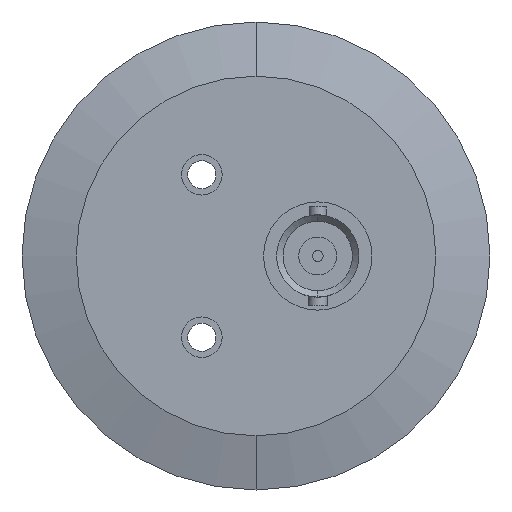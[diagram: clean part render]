
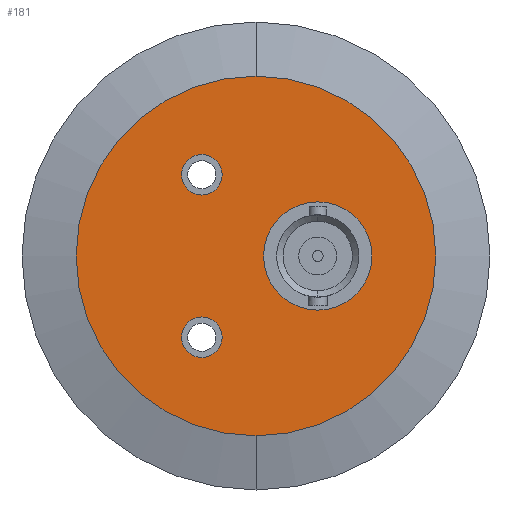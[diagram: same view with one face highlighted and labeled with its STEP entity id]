
A CAD part, front view. The second image highlights one B-rep face of the part: STEP entity #181.
In plain terms, the highlighted planar face has unit normal (0, -1, 0).
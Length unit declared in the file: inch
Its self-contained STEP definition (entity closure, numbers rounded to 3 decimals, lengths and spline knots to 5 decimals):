
#78=PLANE('',#1922);
#114=FACE_BOUND('',#466,.T.);
#115=FACE_BOUND('',#467,.T.);
#116=FACE_BOUND('',#468,.T.);
#117=FACE_BOUND('',#469,.T.);
#181=ADVANCED_FACE('',(#114,#115,#116,#117),#78,.F.);
#466=EDGE_LOOP('',(#776,#777));
#467=EDGE_LOOP('',(#778,#779));
#468=EDGE_LOOP('',(#780,#781));
#469=EDGE_LOOP('',(#782,#783));
#609=CIRCLE('',#1899,0.83);
#619=CIRCLE('',#1915,0.25);
#620=CIRCLE('',#1916,0.25);
#621=CIRCLE('',#1917,0.09375);
#622=CIRCLE('',#1918,0.09375);
#623=CIRCLE('',#1919,0.09375);
#624=CIRCLE('',#1920,0.09375);
#625=CIRCLE('',#1921,0.83);
#776=ORIENTED_EDGE('',*,*,#1470,.T.);
#777=ORIENTED_EDGE('',*,*,#1471,.T.);
#778=ORIENTED_EDGE('',*,*,#1472,.T.);
#779=ORIENTED_EDGE('',*,*,#1473,.T.);
#780=ORIENTED_EDGE('',*,*,#1474,.T.);
#781=ORIENTED_EDGE('',*,*,#1475,.T.);
#782=ORIENTED_EDGE('',*,*,#1476,.T.);
#783=ORIENTED_EDGE('',*,*,#1452,.T.);
#1280=VERTEX_POINT('',#2778);
#1281=VERTEX_POINT('',#2779);
#1292=VERTEX_POINT('',#2814);
#1293=VERTEX_POINT('',#2815);
#1294=VERTEX_POINT('',#2818);
#1295=VERTEX_POINT('',#2819);
#1296=VERTEX_POINT('',#2822);
#1297=VERTEX_POINT('',#2823);
#1452=EDGE_CURVE('',#1280,#1281,#609,.T.);
#1470=EDGE_CURVE('',#1292,#1293,#619,.T.);
#1471=EDGE_CURVE('',#1293,#1292,#620,.T.);
#1472=EDGE_CURVE('',#1294,#1295,#621,.T.);
#1473=EDGE_CURVE('',#1295,#1294,#622,.T.);
#1474=EDGE_CURVE('',#1296,#1297,#623,.T.);
#1475=EDGE_CURVE('',#1297,#1296,#624,.T.);
#1476=EDGE_CURVE('',#1281,#1280,#625,.T.);
#1899=AXIS2_PLACEMENT_3D('',#2777,#2168,#2169);
#1915=AXIS2_PLACEMENT_3D('',#2813,#2208,#2209);
#1916=AXIS2_PLACEMENT_3D('',#2816,#2210,#2211);
#1917=AXIS2_PLACEMENT_3D('',#2817,#2212,#2213);
#1918=AXIS2_PLACEMENT_3D('',#2820,#2214,#2215);
#1919=AXIS2_PLACEMENT_3D('',#2821,#2216,#2217);
#1920=AXIS2_PLACEMENT_3D('',#2824,#2218,#2219);
#1921=AXIS2_PLACEMENT_3D('',#2825,#2220,#2221);
#1922=AXIS2_PLACEMENT_3D('',#2826,#2222,#2223);
#2168=DIRECTION('',(0.,-1.,0.));
#2169=DIRECTION('',(0.,0.,1.));
#2208=DIRECTION('',(0.,1.,0.));
#2209=DIRECTION('',(0.,0.,1.));
#2210=DIRECTION('',(0.,1.,0.));
#2211=DIRECTION('',(0.,0.,1.));
#2212=DIRECTION('',(0.,1.,0.));
#2213=DIRECTION('',(0.,0.,1.));
#2214=DIRECTION('',(0.,1.,0.));
#2215=DIRECTION('',(0.,0.,1.));
#2216=DIRECTION('',(0.,1.,0.));
#2217=DIRECTION('',(0.,0.,1.));
#2218=DIRECTION('',(0.,1.,0.));
#2219=DIRECTION('',(0.,0.,1.));
#2220=DIRECTION('',(0.,-1.,0.));
#2221=DIRECTION('',(0.,0.,1.));
#2222=DIRECTION('',(0.,1.,0.));
#2223=DIRECTION('',(0.,0.,-1.));
#2777=CARTESIAN_POINT('',(-0.59999,-0.14665,0.3483));
#2778=CARTESIAN_POINT('',(-0.59999,-0.14665,-0.4817));
#2779=CARTESIAN_POINT('',(-0.59999,-0.14665,1.1783));
#2813=CARTESIAN_POINT('',(-0.31499,-0.14665,0.3483));
#2814=CARTESIAN_POINT('',(-0.31499,-0.14665,0.5983));
#2815=CARTESIAN_POINT('',(-0.31499,-0.14665,0.0983));
#2816=CARTESIAN_POINT('',(-0.31499,-0.14665,0.3483));
#2817=CARTESIAN_POINT('',(-0.84999,-0.14665,-0.0267));
#2818=CARTESIAN_POINT('',(-0.84999,-0.14665,0.06705));
#2819=CARTESIAN_POINT('',(-0.84999,-0.14665,-0.12045));
#2820=CARTESIAN_POINT('',(-0.84999,-0.14665,-0.0267));
#2821=CARTESIAN_POINT('',(-0.84999,-0.14665,0.7233));
#2822=CARTESIAN_POINT('',(-0.84999,-0.14665,0.81705));
#2823=CARTESIAN_POINT('',(-0.84999,-0.14665,0.62955));
#2824=CARTESIAN_POINT('',(-0.84999,-0.14665,0.7233));
#2825=CARTESIAN_POINT('',(-0.59999,-0.14665,0.3483));
#2826=CARTESIAN_POINT('',(-0.59999,-0.14665,0.3483));
